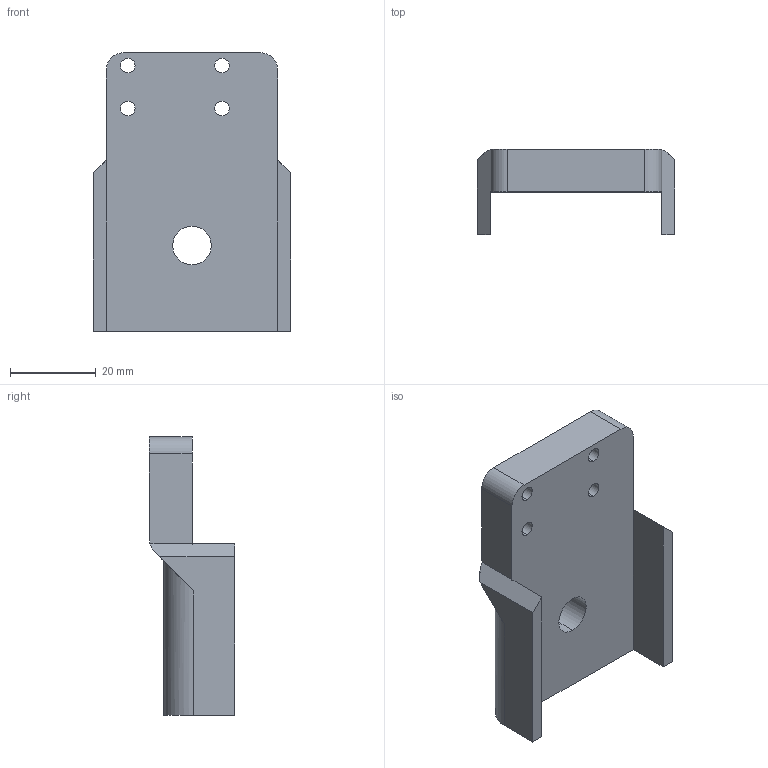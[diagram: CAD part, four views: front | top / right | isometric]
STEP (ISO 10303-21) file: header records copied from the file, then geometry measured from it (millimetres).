
FILE_DESCRIPTION (( 'STEP AP203' ), '1' );
FILE_NAME ('masterSwitch_Mount.STEP', '2025-08-15T03:18:52', ( '' ), ( '' ), 'SwSTEP 2.0', 'SolidWorks 2019', '' );
FILE_SCHEMA (( 'CONFIG_CONTROL_DESIGN' ));
Length unit declared in the file: millimetre
Products named in the file (1): masterSwitch_Mount
Bounding box: 46 x 19.9 x 65 mm (x, y, z)
Volume: 23115.1 mm3; surface area: 9305.2 mm2
Topology: 1 solids, 1 shells, 31 faces, 85 edges, 56 vertices
Faces by surface type: plane 16, cylinder 15
Entity records: 1088 total; most frequent: CARTESIAN_POINT 185, DIRECTION 173, ORIENTED_EDGE 170, EDGE_CURVE 85, AXIS2_PLACEMENT_3D 60, VERTEX_POINT 56, VECTOR 53, LINE 53
